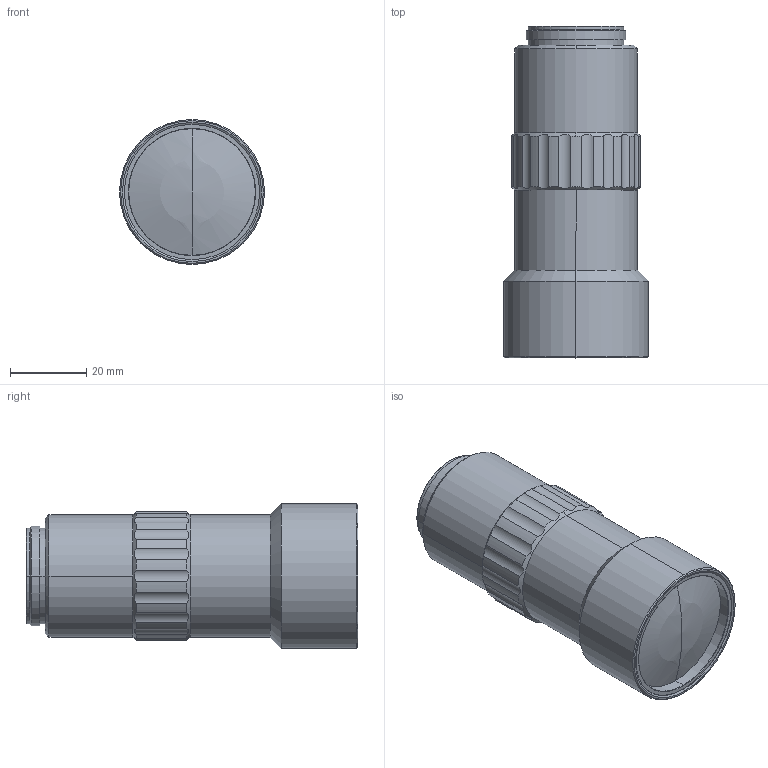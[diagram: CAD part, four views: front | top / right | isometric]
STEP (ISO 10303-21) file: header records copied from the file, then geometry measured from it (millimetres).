
FILE_DESCRIPTION(('Creo Elements/Direct Modeling STEP Export'),'2;1');
FILE_NAME('mplanapo1x_378_800_3.stp','2015-08-06T14:26:47',(''),(''),'Creo Elements/Direct Modeling STEP processor for AP214 (Solid Model)','Creo Elements/Direct Modeling 18.1B 29-Sep-2012 (C) Parametric Technology GmbH','');
FILE_SCHEMA(('AUTOMOTIVE_DESIGN { 1 0 10303 214 1 1 1 1 }'));
Length unit declared in the file: millimetre
Products named in the file (1): mplanapo1x_378_800_3
Bounding box: 38 x 87 x 38 mm (x, y, z)
Volume: 74834.7 mm3; surface area: 11832 mm2
Topology: 1 solids, 1 shells, 88 faces, 232 edges, 151 vertices
Faces by surface type: cylinder 56, cone 22, plane 8, sphere 2
Entity records: 2860 total; most frequent: CARTESIAN_POINT 702, ORIENTED_EDGE 460, DIRECTION 352, EDGE_CURVE 230, VERTEX_POINT 151, AXIS2_PLACEMENT_3D 137, EDGE_LOOP 95, FACE_OUTER_BOUND 88
